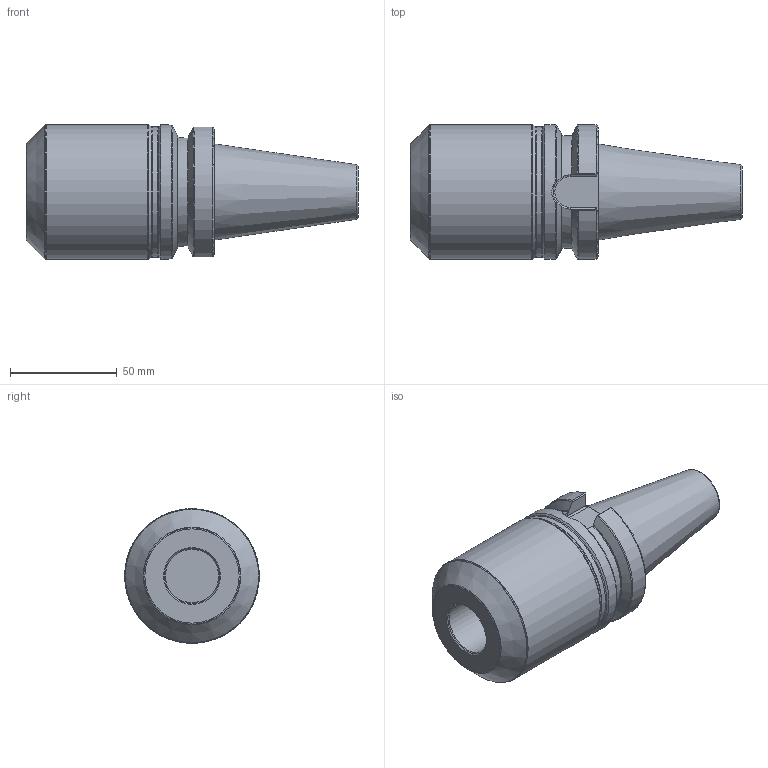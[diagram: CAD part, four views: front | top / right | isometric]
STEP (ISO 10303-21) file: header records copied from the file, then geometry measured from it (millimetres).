
FILE_DESCRIPTION(/* description */ (''),/* implementation_level */ '2;1');
FILE_NAME(/* name */ 'ABT40-EM-25-090.stp',/* time_stamp */ '2024-11-15T14:07:21+03:00',/* author */ (''),/* organization */ (''),/* preprocessor_version */ 'ST-DEVELOPER v19.4',/* originating_system */ 'SIEMENS PLM Software NX2306.9102',/* authorisation */ '');
FILE_SCHEMA (('AUTOMOTIVE_DESIGN { 1 0 10303 214 3 1 1 1 }'));
Length unit declared in the file: millimetre
Products named in the file (1): ABT40-EM-25-090-lıght
Bounding box: 155.4 x 63 x 63 mm (x, y, z)
Volume: 295221.5 mm3; surface area: 34358.9 mm2
Topology: 1 solids, 1 shells, 83 faces, 207 edges, 129 vertices
Faces by surface type: plane 23, cylinder 20, torus 19, cone 19, bspline 2
Full cylindrical faces by diameter (mm): 4 x1, 10 x1, 25 x1, 61 x1, 63 x2
Entity records: 2700 total; most frequent: CARTESIAN_POINT 879, DIRECTION 360, ORIENTED_EDGE 354, EDGE_CURVE 177, AXIS2_PLACEMENT_3D 153, VERTEX_POINT 126, EDGE_LOOP 112, ADVANCED_FACE 83
